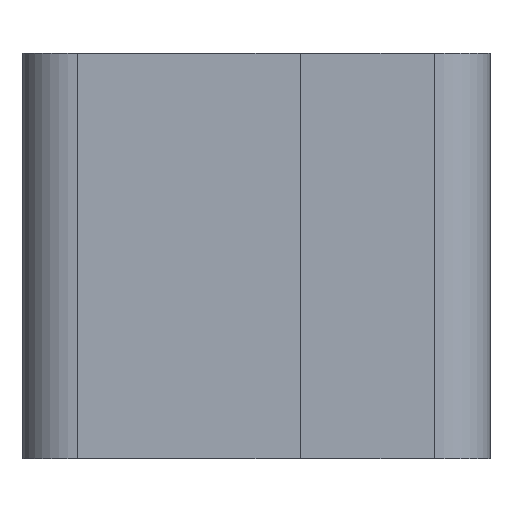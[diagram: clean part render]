
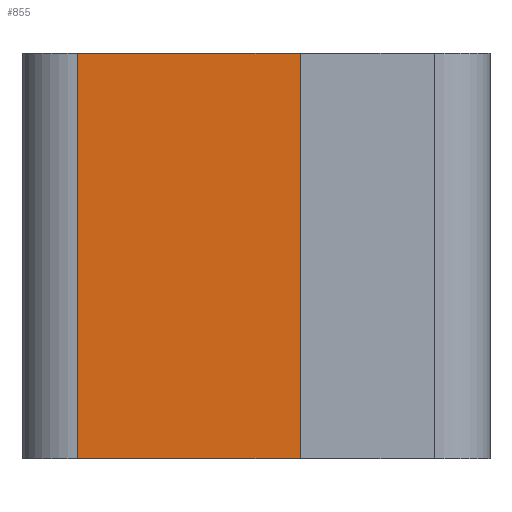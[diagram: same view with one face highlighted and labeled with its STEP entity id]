
A CAD part, left-side view. The second image highlights one B-rep face of the part: STEP entity #855.
In plain terms, the highlighted planar face has unit normal (-1, 0, 0).
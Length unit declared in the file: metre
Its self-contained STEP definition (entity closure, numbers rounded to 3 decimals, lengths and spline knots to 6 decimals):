
#162=ORIENTED_EDGE('',*,*,#338,.T.);
#163=ORIENTED_EDGE('',*,*,#358,.F.);
#164=ORIENTED_EDGE('',*,*,#316,.F.);
#165=ORIENTED_EDGE('',*,*,#357,.T.);
#316=EDGE_CURVE('',#436,#437,#510,.T.);
#338=EDGE_CURVE('',#457,#456,#524,.T.);
#357=EDGE_CURVE('',#436,#457,#541,.T.);
#358=EDGE_CURVE('',#437,#456,#542,.T.);
#436=VERTEX_POINT('',#1523);
#437=VERTEX_POINT('',#1525);
#456=VERTEX_POINT('',#1567);
#457=VERTEX_POINT('',#1569);
#510=LINE('',#1524,#598);
#524=LINE('',#1568,#612);
#541=LINE('',#1606,#629);
#542=LINE('',#1608,#630);
#598=VECTOR('',#1273,1.);
#612=VECTOR('',#1307,1.);
#629=VECTOR('',#1356,1.);
#630=VECTOR('',#1359,1.);
#695=EDGE_LOOP('',(#162,#163,#164,#165));
#739=FACE_BOUND('',#695,.T.);
#777=PLANE('',#1205);
#855=ADVANCED_FACE('',(#739),#777,.F.);
#1205=AXIS2_PLACEMENT_3D('',#1607,#1357,#1358);
#1273=DIRECTION('',(0.,1.,0.));
#1307=DIRECTION('',(0.,1.,0.));
#1356=DIRECTION('',(0.,0.,1.));
#1357=DIRECTION('',(1.,0.,0.));
#1358=DIRECTION('',(0.,1.,0.));
#1359=DIRECTION('',(0.,0.,1.));
#1523=CARTESIAN_POINT('',(-0.009322,0.002,0.));
#1524=CARTESIAN_POINT('',(-0.009322,0.011828,0.));
#1525=CARTESIAN_POINT('',(-0.009322,0.0196,0.));
#1567=CARTESIAN_POINT('',(-0.009322,0.0196,0.02));
#1568=CARTESIAN_POINT('',(-0.009322,0.011828,0.02));
#1569=CARTESIAN_POINT('',(-0.009322,0.002,0.02));
#1606=CARTESIAN_POINT('',(-0.009322,0.002,0.));
#1607=CARTESIAN_POINT('',(-0.009322,0.011828,0.));
#1608=CARTESIAN_POINT('',(-0.009322,0.0196,0.));
